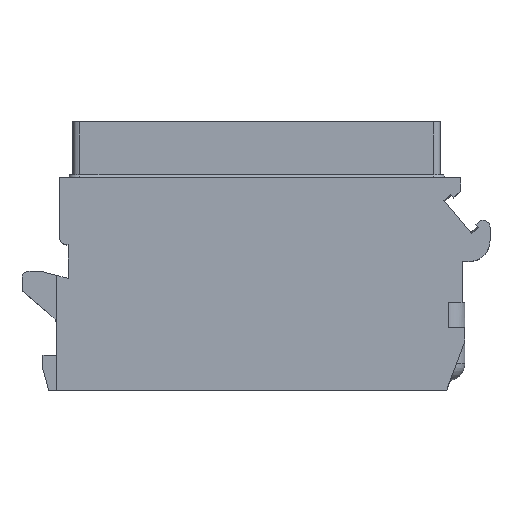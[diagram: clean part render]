
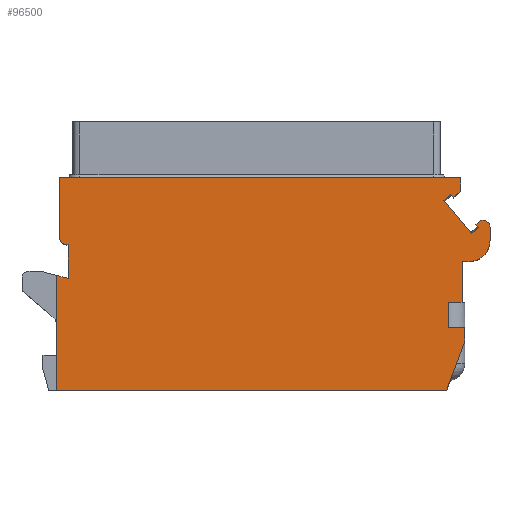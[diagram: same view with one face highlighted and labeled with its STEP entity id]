
A CAD part, top view. The second image highlights one B-rep face of the part: STEP entity #96500.
In plain terms, the highlighted planar face has unit normal (0, 0, 1).
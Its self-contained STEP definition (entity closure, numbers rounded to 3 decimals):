
#98=DIRECTION('',(0.643,-0.766,0.));
#99=VECTOR('',#98,0.3);
#100=CARTESIAN_POINT('',(15.698,11.873,7.));
#101=LINE('',#100,#99);
#102=DIRECTION('',(0.766,0.643,0.));
#103=VECTOR('',#102,0.236);
#104=CARTESIAN_POINT('',(15.698,11.873,7.));
#105=LINE('',#104,#103);
#106=DIRECTION('',(0.,1.,0.));
#107=VECTOR('',#106,0.942);
#108=CARTESIAN_POINT('',(16.7,10.7,7.));
#109=LINE('',#108,#107);
#110=DIRECTION('',(-1.,0.,0.));
#111=VECTOR('',#110,0.5);
#112=CARTESIAN_POINT('',(15.2,9.2,7.));
#113=LINE('',#112,#111);
#114=DIRECTION('',(0.,-1.,0.));
#115=VECTOR('',#114,2.9);
#116=CARTESIAN_POINT('',(14.7,9.2,7.));
#117=LINE('',#116,#115);
#118=DIRECTION('',(-1.,0.,0.));
#119=VECTOR('',#118,1.);
#120=CARTESIAN_POINT('',(14.7,6.3,7.));
#121=LINE('',#120,#119);
#122=DIRECTION('',(0.,-1.,0.));
#123=VECTOR('',#122,1.8);
#124=CARTESIAN_POINT('',(13.7,6.3,7.));
#125=LINE('',#124,#123);
#126=DIRECTION('',(1.,0.,0.));
#127=VECTOR('',#126,1.2);
#128=CARTESIAN_POINT('',(13.7,4.5,7.));
#129=LINE('',#128,#127);
#130=DIRECTION('',(0.,-1.,0.));
#131=VECTOR('',#130,1.);
#132=CARTESIAN_POINT('',(14.9,4.5,7.));
#133=LINE('',#132,#131);
#134=DIRECTION('',(-0.348,-0.937,0.));
#135=VECTOR('',#134,3.734);
#136=CARTESIAN_POINT('',(14.9,3.5,7.));
#137=LINE('',#136,#135);
#138=DIRECTION('',(1.,0.,0.));
#139=VECTOR('',#138,27.9);
#140=CARTESIAN_POINT('',(-14.3,0.,7.));
#141=LINE('',#140,#139);
#142=DIRECTION('',(0.966,-0.259,0.));
#143=VECTOR('',#142,0.828);
#144=CARTESIAN_POINT('',(-14.3,8.205,7.));
#145=LINE('',#144,#143);
#146=DIRECTION('',(0.,1.,0.));
#147=VECTOR('',#146,2.409);
#148=CARTESIAN_POINT('',(-13.5,7.991,7.));
#149=LINE('',#148,#147);
#150=DIRECTION('',(-1.,0.,0.));
#151=VECTOR('',#150,0.1);
#152=CARTESIAN_POINT('',(-13.5,10.4,7.));
#153=LINE('',#152,#151);
#154=CARTESIAN_POINT('',(-13.6,10.9,7.));
#155=DIRECTION('',(0.,0.,1.));
#156=DIRECTION('',(-1.,0.,0.));
#157=AXIS2_PLACEMENT_3D('',#154,#155,#156);
#159=DIRECTION('',(0.,-1.,0.));
#160=VECTOR('',#159,4.3);
#161=CARTESIAN_POINT('',(-14.1,15.2,7.));
#162=LINE('',#161,#160);
#163=DIRECTION('',(-1.,0.,0.));
#164=VECTOR('',#163,28.7);
#165=CARTESIAN_POINT('',(14.6,15.2,7.));
#166=LINE('',#165,#164);
#167=DIRECTION('',(0.,-1.,0.));
#168=VECTOR('',#167,0.985);
#169=CARTESIAN_POINT('',(14.6,15.2,7.));
#170=LINE('',#169,#168);
#171=DIRECTION('',(-0.766,-0.643,0.));
#172=VECTOR('',#171,0.665);
#173=CARTESIAN_POINT('',(14.6,14.215,7.));
#174=LINE('',#173,#172);
#175=DIRECTION('',(0.643,-0.766,0.));
#176=VECTOR('',#175,0.3);
#177=CARTESIAN_POINT('',(13.898,14.018,7.));
#178=LINE('',#177,#176);
#179=DIRECTION('',(0.643,-0.766,0.));
#180=VECTOR('',#179,3.1);
#181=CARTESIAN_POINT('',(13.4,13.6,7.));
#182=LINE('',#181,#180);
#195=CARTESIAN_POINT('',(16.2,11.642,7.));
#196=DIRECTION('',(0.,0.,1.));
#197=DIRECTION('',(1.,0.,0.));
#198=AXIS2_PLACEMENT_3D('',#195,#196,#197);
#222=CARTESIAN_POINT('',(15.2,10.7,7.));
#223=DIRECTION('',(0.,0.,-1.));
#224=DIRECTION('',(1.,0.,0.));
#225=AXIS2_PLACEMENT_3D('',#222,#223,#224);
#474=DIRECTION('',(0.,-1.,0.));
#475=VECTOR('',#474,8.205);
#476=CARTESIAN_POINT('',(-14.3,8.205,7.));
#477=LINE('',#476,#475);
#690=DIRECTION('',(0.766,0.643,0.));
#691=VECTOR('',#690,0.65);
#692=CARTESIAN_POINT('',(13.4,13.6,7.));
#693=LINE('',#692,#691);
#714=DIRECTION('',(-0.766,-0.643,0.));
#715=VECTOR('',#714,0.65);
#716=CARTESIAN_POINT('',(15.891,11.643,7.));
#717=LINE('',#716,#715);
#82240=CARTESIAN_POINT('',(-13.5,7.991,7.));
#82241=CARTESIAN_POINT('',(-13.5,10.4,7.));
#82242=VERTEX_POINT('',#82240);
#82243=VERTEX_POINT('',#82241);
#82244=CARTESIAN_POINT('',(-14.1,10.9,7.));
#82245=CARTESIAN_POINT('',(-13.6,10.4,7.));
#82246=VERTEX_POINT('',#82244);
#82247=VERTEX_POINT('',#82245);
#82248=CARTESIAN_POINT('',(-14.1,15.2,7.));
#82249=VERTEX_POINT('',#82248);
#82250=CARTESIAN_POINT('',(-14.3,8.205,7.));
#82252=VERTEX_POINT('',#82250);
#82262=CARTESIAN_POINT('',(-14.3,0.,7.));
#82263=VERTEX_POINT('',#82262);
#82306=CARTESIAN_POINT('',(14.7,9.2,7.));
#82308=VERTEX_POINT('',#82306);
#82322=CARTESIAN_POINT('',(14.7,6.3,7.));
#82323=CARTESIAN_POINT('',(13.7,6.3,7.));
#82324=VERTEX_POINT('',#82322);
#82325=VERTEX_POINT('',#82323);
#82326=CARTESIAN_POINT('',(13.7,4.5,7.));
#82327=VERTEX_POINT('',#82326);
#82328=CARTESIAN_POINT('',(14.9,4.5,7.));
#82329=VERTEX_POINT('',#82328);
#82330=CARTESIAN_POINT('',(14.9,3.5,7.));
#82331=VERTEX_POINT('',#82330);
#82332=CARTESIAN_POINT('',(13.6,0.,7.));
#82333=VERTEX_POINT('',#82332);
#82335=CARTESIAN_POINT('',(16.7,10.7,7.));
#82337=VERTEX_POINT('',#82335);
#82339=CARTESIAN_POINT('',(15.2,9.2,7.));
#82341=VERTEX_POINT('',#82339);
#82363=CARTESIAN_POINT('',(14.6,15.2,7.));
#82364=CARTESIAN_POINT('',(14.6,14.215,7.));
#82365=VERTEX_POINT('',#82363);
#82366=VERTEX_POINT('',#82364);
#82368=CARTESIAN_POINT('',(16.7,11.642,7.));
#82370=VERTEX_POINT('',#82368);
#82372=CARTESIAN_POINT('',(15.879,12.025,7.));
#82374=VERTEX_POINT('',#82372);
#84655=CARTESIAN_POINT('',(15.393,11.225,7.));
#84657=VERTEX_POINT('',#84655);
#84665=CARTESIAN_POINT('',(13.4,13.6,7.));
#84666=VERTEX_POINT('',#84665);
#84671=CARTESIAN_POINT('',(14.091,13.788,7.));
#84672=VERTEX_POINT('',#84671);
#84674=CARTESIAN_POINT('',(13.898,14.018,7.));
#84676=VERTEX_POINT('',#84674);
#84681=CARTESIAN_POINT('',(15.698,11.873,7.));
#84682=VERTEX_POINT('',#84681);
#84683=CARTESIAN_POINT('',(15.891,11.643,7.));
#84685=VERTEX_POINT('',#84683);
#96442=CARTESIAN_POINT('',(0.,0.,7.));
#96443=DIRECTION('',(0.,0.,1.));
#96444=DIRECTION('',(1.,0.,0.));
#96445=AXIS2_PLACEMENT_3D('',#96442,#96443,#96444);
#96446=PLANE('',#96445);
#96447=ORIENTED_EDGE('',*,*,#96432,.F.);
#96449=ORIENTED_EDGE('',*,*,#96448,.T.);
#96451=ORIENTED_EDGE('',*,*,#96450,.F.);
#96453=ORIENTED_EDGE('',*,*,#96452,.F.);
#96455=ORIENTED_EDGE('',*,*,#96454,.T.);
#96457=ORIENTED_EDGE('',*,*,#96456,.T.);
#96459=ORIENTED_EDGE('',*,*,#96458,.T.);
#96461=ORIENTED_EDGE('',*,*,#96460,.T.);
#96463=ORIENTED_EDGE('',*,*,#96462,.T.);
#96465=ORIENTED_EDGE('',*,*,#96464,.T.);
#96467=ORIENTED_EDGE('',*,*,#96466,.T.);
#96469=ORIENTED_EDGE('',*,*,#96468,.T.);
#96471=ORIENTED_EDGE('',*,*,#96470,.F.);
#96473=ORIENTED_EDGE('',*,*,#96472,.F.);
#96475=ORIENTED_EDGE('',*,*,#96474,.T.);
#96477=ORIENTED_EDGE('',*,*,#96476,.T.);
#96479=ORIENTED_EDGE('',*,*,#96478,.T.);
#96481=ORIENTED_EDGE('',*,*,#96480,.F.);
#96483=ORIENTED_EDGE('',*,*,#96482,.F.);
#96485=ORIENTED_EDGE('',*,*,#96484,.F.);
#96487=ORIENTED_EDGE('',*,*,#96486,.T.);
#96489=ORIENTED_EDGE('',*,*,#96488,.T.);
#96491=ORIENTED_EDGE('',*,*,#96490,.F.);
#96493=ORIENTED_EDGE('',*,*,#96492,.F.);
#96495=ORIENTED_EDGE('',*,*,#96494,.T.);
#96497=ORIENTED_EDGE('',*,*,#96496,.F.);
#96498=EDGE_LOOP('',(#96447,#96449,#96451,#96453,#96455,#96457,#96459,#96461,
#96463,#96465,#96467,#96469,#96471,#96473,#96475,#96477,#96479,#96481,#96483,
#96485,#96487,#96489,#96491,#96493,#96495,#96497));
#96499=FACE_OUTER_BOUND('',#96498,.F.);
#96500=ADVANCED_FACE('',(#96499),#96446,.T.);
#158=CIRCLE('',#157,0.5);
#199=CIRCLE('',#198,0.5);
#226=CIRCLE('',#225,1.5);
#96432=EDGE_CURVE('',#84682,#84685,#101,.T.);
#96448=EDGE_CURVE('',#84682,#82374,#105,.T.);
#96450=EDGE_CURVE('',#82370,#82374,#199,.T.);
#96452=EDGE_CURVE('',#82337,#82370,#109,.T.);
#96454=EDGE_CURVE('',#82337,#82341,#226,.T.);
#96456=EDGE_CURVE('',#82341,#82308,#113,.T.);
#96458=EDGE_CURVE('',#82308,#82324,#117,.T.);
#96460=EDGE_CURVE('',#82324,#82325,#121,.T.);
#96462=EDGE_CURVE('',#82325,#82327,#125,.T.);
#96464=EDGE_CURVE('',#82327,#82329,#129,.T.);
#96466=EDGE_CURVE('',#82329,#82331,#133,.T.);
#96468=EDGE_CURVE('',#82331,#82333,#137,.T.);
#96470=EDGE_CURVE('',#82263,#82333,#141,.T.);
#96472=EDGE_CURVE('',#82252,#82263,#477,.T.);
#96474=EDGE_CURVE('',#82252,#82242,#145,.T.);
#96476=EDGE_CURVE('',#82242,#82243,#149,.T.);
#96478=EDGE_CURVE('',#82243,#82247,#153,.T.);
#96480=EDGE_CURVE('',#82246,#82247,#158,.T.);
#96482=EDGE_CURVE('',#82249,#82246,#162,.T.);
#96484=EDGE_CURVE('',#82365,#82249,#166,.T.);
#96486=EDGE_CURVE('',#82365,#82366,#170,.T.);
#96488=EDGE_CURVE('',#82366,#84672,#174,.T.);
#96490=EDGE_CURVE('',#84676,#84672,#178,.T.);
#96492=EDGE_CURVE('',#84666,#84676,#693,.T.);
#96494=EDGE_CURVE('',#84666,#84657,#182,.T.);
#96496=EDGE_CURVE('',#84685,#84657,#717,.T.);
